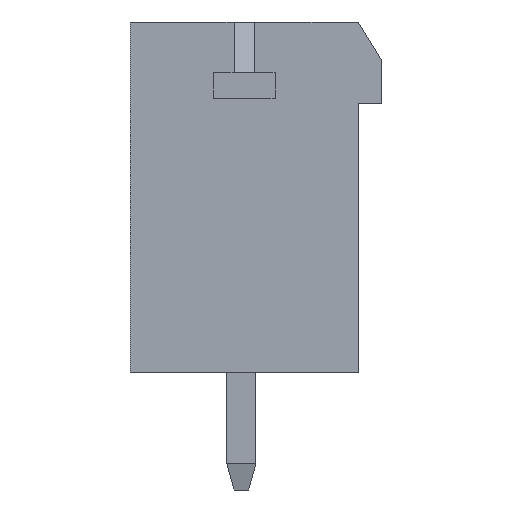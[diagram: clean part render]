
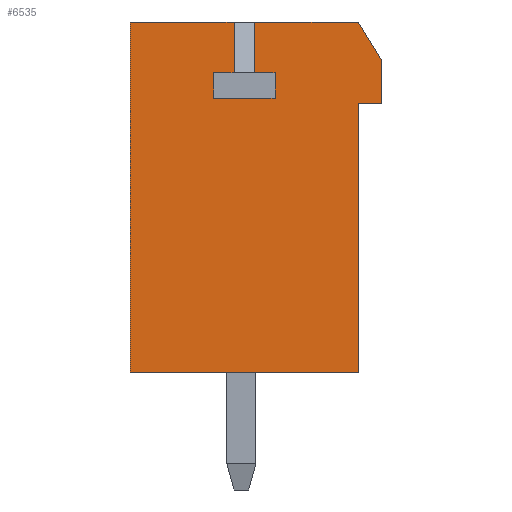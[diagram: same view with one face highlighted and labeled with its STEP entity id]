
A CAD part, left-side view. The second image highlights one B-rep face of the part: STEP entity #6535.
In plain terms, the highlighted planar face has unit normal (-1, 0, 0).
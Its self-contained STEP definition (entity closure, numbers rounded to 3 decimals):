
#152=ORIENTED_EDGE('',*,*,#2070,.T.);
#153=ORIENTED_EDGE('',*,*,#2071,.T.);
#154=ORIENTED_EDGE('',*,*,#2072,.T.);
#155=ORIENTED_EDGE('',*,*,#2073,.T.);
#156=ORIENTED_EDGE('',*,*,#2074,.T.);
#157=ORIENTED_EDGE('',*,*,#2075,.T.);
#158=ORIENTED_EDGE('',*,*,#2076,.T.);
#159=ORIENTED_EDGE('',*,*,#2077,.T.);
#160=ORIENTED_EDGE('',*,*,#2078,.T.);
#161=ORIENTED_EDGE('',*,*,#2079,.T.);
#162=ORIENTED_EDGE('',*,*,#2080,.T.);
#163=ORIENTED_EDGE('',*,*,#2081,.T.);
#164=ORIENTED_EDGE('',*,*,#2082,.T.);
#165=ORIENTED_EDGE('',*,*,#2083,.T.);
#166=ORIENTED_EDGE('',*,*,#2084,.T.);
#2070=EDGE_CURVE('',#3029,#3030,#3666,.T.);
#2071=EDGE_CURVE('',#3030,#3031,#3667,.T.);
#2072=EDGE_CURVE('',#3031,#3032,#3668,.T.);
#2073=EDGE_CURVE('',#3032,#3033,#3669,.T.);
#2074=EDGE_CURVE('',#3033,#3034,#3670,.T.);
#2075=EDGE_CURVE('',#3034,#3035,#3671,.T.);
#2076=EDGE_CURVE('',#3035,#3036,#3672,.T.);
#2077=EDGE_CURVE('',#3036,#3037,#3673,.T.);
#2078=EDGE_CURVE('',#3037,#3038,#3674,.T.);
#2079=EDGE_CURVE('',#3038,#3039,#3675,.T.);
#2080=EDGE_CURVE('',#3039,#3040,#3676,.T.);
#2081=EDGE_CURVE('',#3040,#3041,#3677,.T.);
#2082=EDGE_CURVE('',#3041,#3042,#3678,.T.);
#2083=EDGE_CURVE('',#3042,#3043,#3679,.T.);
#2084=EDGE_CURVE('',#3043,#3029,#3680,.T.);
#3029=VERTEX_POINT('',#9058);
#3030=VERTEX_POINT('',#9059);
#3031=VERTEX_POINT('',#9061);
#3032=VERTEX_POINT('',#9063);
#3033=VERTEX_POINT('',#9065);
#3034=VERTEX_POINT('',#9067);
#3035=VERTEX_POINT('',#9069);
#3036=VERTEX_POINT('',#9071);
#3037=VERTEX_POINT('',#9073);
#3038=VERTEX_POINT('',#9075);
#3039=VERTEX_POINT('',#9077);
#3040=VERTEX_POINT('',#9079);
#3041=VERTEX_POINT('',#9081);
#3042=VERTEX_POINT('',#9083);
#3043=VERTEX_POINT('',#9085);
#3666=LINE('',#9057,#4562);
#3667=LINE('',#9060,#4563);
#3668=LINE('',#9062,#4564);
#3669=LINE('',#9064,#4565);
#3670=LINE('',#9066,#4566);
#3671=LINE('',#9068,#4567);
#3672=LINE('',#9070,#4568);
#3673=LINE('',#9072,#4569);
#3674=LINE('',#9074,#4570);
#3675=LINE('',#9076,#4571);
#3676=LINE('',#9078,#4572);
#3677=LINE('',#9080,#4573);
#3678=LINE('',#9082,#4574);
#3679=LINE('',#9084,#4575);
#3680=LINE('',#9086,#4576);
#4562=VECTOR('',#7327,1000.);
#4563=VECTOR('',#7328,1000.);
#4564=VECTOR('',#7329,1000.);
#4565=VECTOR('',#7330,1000.);
#4566=VECTOR('',#7331,1000.);
#4567=VECTOR('',#7332,1000.);
#4568=VECTOR('',#7333,1000.);
#4569=VECTOR('',#7334,1000.);
#4570=VECTOR('',#7335,1000.);
#4571=VECTOR('',#7336,1000.);
#4572=VECTOR('',#7337,1000.);
#4573=VECTOR('',#7338,1000.);
#4574=VECTOR('',#7339,1000.);
#4575=VECTOR('',#7340,1000.);
#4576=VECTOR('',#7341,1000.);
#5458=EDGE_LOOP('',(#152,#153,#154,#155,#156,#157,#158,#159,#160,#161,#162,
#163,#164,#165,#166));
#5838=FACE_BOUND('',#5458,.T.);
#6218=PLANE('',#6906);
#6535=ADVANCED_FACE('',(#5838),#6218,.T.);
#6906=AXIS2_PLACEMENT_3D('',#9056,#7325,#7326);
#7325=DIRECTION('',(-1.,0.,0.));
#7326=DIRECTION('',(0.,0.,1.));
#7327=DIRECTION('',(0.,1.,0.));
#7328=DIRECTION('',(0.,0.,-1.));
#7329=DIRECTION('',(0.,-1.,0.));
#7330=DIRECTION('',(0.,0.,-1.));
#7331=DIRECTION('',(0.,1.,0.));
#7332=DIRECTION('',(0.,0.,1.));
#7333=DIRECTION('',(0.,-1.,0.));
#7334=DIRECTION('',(0.,0.,1.));
#7335=DIRECTION('',(0.,1.,0.));
#7336=DIRECTION('',(0.,0.,-1.));
#7337=DIRECTION('',(0.,-1.,0.));
#7338=DIRECTION('',(0.,0.,1.));
#7339=DIRECTION('',(0.,-1.,0.));
#7340=DIRECTION('',(0.,0.,1.));
#7341=DIRECTION('',(0.,0.524,0.852));
#9056=CARTESIAN_POINT('',(-23.86,0.,0.));
#9057=CARTESIAN_POINT('',(-23.86,-3.9,6.));
#9058=CARTESIAN_POINT('',(-23.86,-3.9,6.));
#9059=CARTESIAN_POINT('',(-23.86,-0.35,6.));
#9060=CARTESIAN_POINT('',(-23.86,-0.35,6.));
#9061=CARTESIAN_POINT('',(-23.86,-0.35,4.26));
#9062=CARTESIAN_POINT('',(-23.86,-0.35,4.26));
#9063=CARTESIAN_POINT('',(-23.86,-1.051,4.26));
#9064=CARTESIAN_POINT('',(-23.86,-1.051,4.26));
#9065=CARTESIAN_POINT('',(-23.86,-1.051,3.4));
#9066=CARTESIAN_POINT('',(-23.86,-1.051,3.4));
#9067=CARTESIAN_POINT('',(-23.86,1.051,3.4));
#9068=CARTESIAN_POINT('',(-23.86,1.051,3.4));
#9069=CARTESIAN_POINT('',(-23.86,1.051,4.26));
#9070=CARTESIAN_POINT('',(-23.86,1.051,4.26));
#9071=CARTESIAN_POINT('',(-23.86,0.35,4.26));
#9072=CARTESIAN_POINT('',(-23.86,0.35,4.26));
#9073=CARTESIAN_POINT('',(-23.86,0.35,6.));
#9074=CARTESIAN_POINT('',(-23.86,-3.9,6.));
#9075=CARTESIAN_POINT('',(-23.86,3.9,6.));
#9076=CARTESIAN_POINT('',(-23.86,3.9,6.));
#9077=CARTESIAN_POINT('',(-23.86,3.9,-6.));
#9078=CARTESIAN_POINT('',(-23.86,3.9,-6.));
#9079=CARTESIAN_POINT('',(-23.86,-3.9,-6.));
#9080=CARTESIAN_POINT('',(-23.86,-3.9,-6.));
#9081=CARTESIAN_POINT('',(-23.86,-3.9,3.2));
#9082=CARTESIAN_POINT('',(-23.86,-3.9,3.2));
#9083=CARTESIAN_POINT('',(-23.86,-4.7,3.2));
#9084=CARTESIAN_POINT('',(-23.86,-4.7,3.2));
#9085=CARTESIAN_POINT('',(-23.86,-4.7,4.7));
#9086=CARTESIAN_POINT('',(-23.86,-4.7,4.7));
